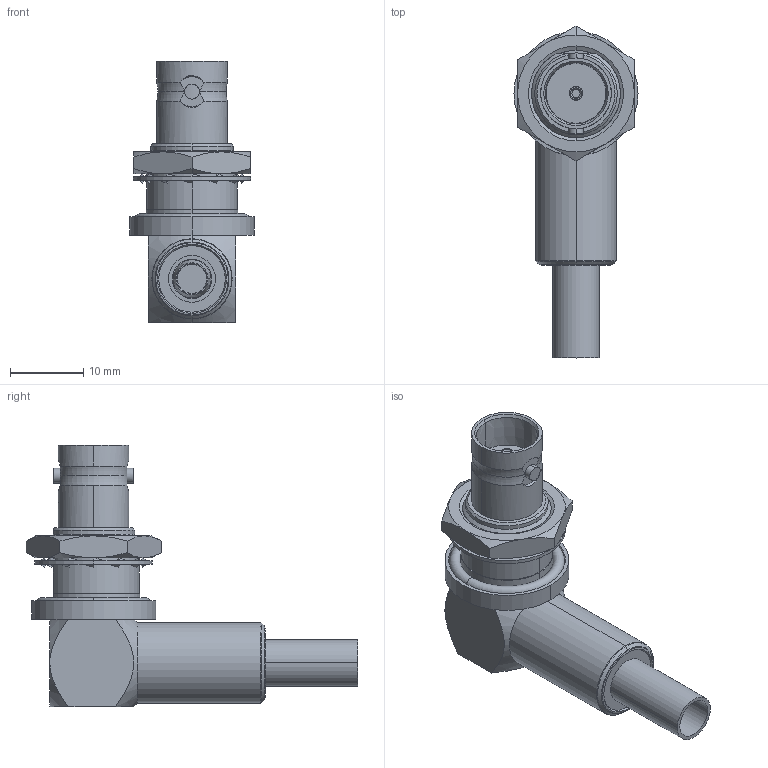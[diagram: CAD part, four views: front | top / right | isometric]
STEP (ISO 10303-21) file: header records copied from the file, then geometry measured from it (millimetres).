
FILE_DESCRIPTION (( 'STEP AP214' ), '1' );
FILE_NAME ('J01003A1371.STEP', '2018-07-12T12:05:44', ( '' ), ( '' ), 'SwSTEP 2.0', 'SolidWorks 2017', '' );
FILE_SCHEMA (( 'AUTOMOTIVE_DESIGN' ));
Length unit declared in the file: millimetre
Products named in the file (1): J01003A1371
Bounding box: 17 x 45.44 x 35.8 mm (x, y, z)
Volume: 6147.6 mm3; surface area: 3922.9 mm2
Topology: 3 solids, 3 shells, 248 faces, 610 edges, 387 vertices
Faces by surface type: plane 89, cone 66, cylinder 43, bspline 36, torus 14
Entity records: 11005 total; most frequent: CARTESIAN_POINT 2722, ORIENTED_EDGE 1220, DIRECTION 1036, EDGE_CURVE 610, AXIS2_PLACEMENT_3D 393, VERTEX_POINT 387, EDGE_LOOP 273, UNCERTAINTY_MEASURE_WITH_UNIT 250
